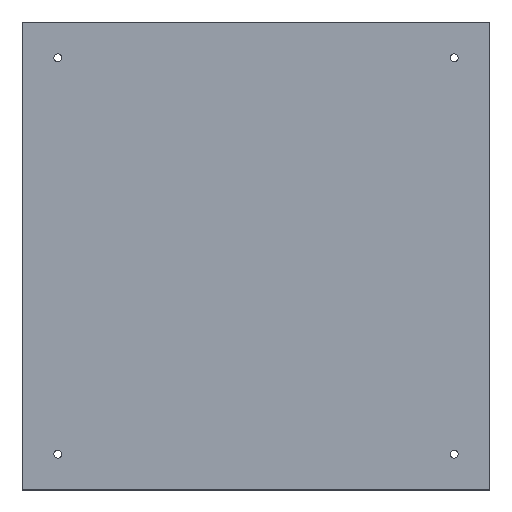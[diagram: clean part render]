
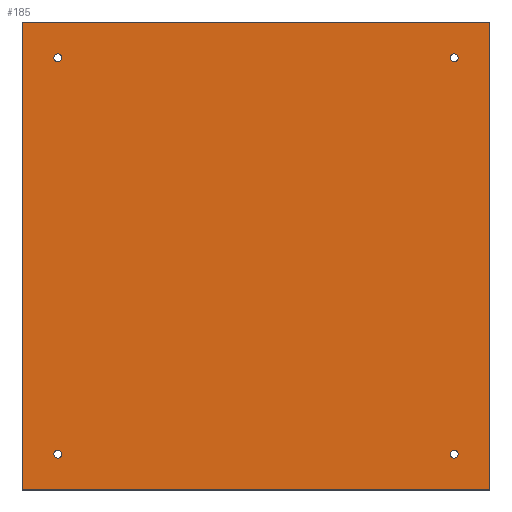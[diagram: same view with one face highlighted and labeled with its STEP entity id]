
A CAD part, top view. The second image highlights one B-rep face of the part: STEP entity #185.
In plain terms, the highlighted planar face has unit normal (0, 0, 1).
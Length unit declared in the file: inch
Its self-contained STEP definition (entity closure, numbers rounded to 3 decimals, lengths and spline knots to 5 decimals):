
#17=LINE('',#291,#29);
#20=LINE('',#297,#32);
#23=LINE('',#303,#35);
#26=LINE('',#307,#38);
#29=VECTOR('',#243,18.);
#32=VECTOR('',#248,18.);
#35=VECTOR('',#253,18.);
#38=VECTOR('',#258,18.);
#43=PLANE('',#211);
#49=FACE_BOUND('',#80,.T.);
#50=FACE_BOUND('',#81,.T.);
#51=FACE_BOUND('',#82,.T.);
#52=FACE_BOUND('',#83,.T.);
#65=FACE_OUTER_BOUND('',#79,.T.);
#79=EDGE_LOOP('',(#157,#158,#159,#160));
#80=EDGE_LOOP('',(#161));
#81=EDGE_LOOP('',(#162));
#82=EDGE_LOOP('',(#163));
#83=EDGE_LOOP('',(#164));
#89=CIRCLE('',#196,0.1475);
#91=CIRCLE('',#199,0.1475);
#93=CIRCLE('',#202,0.1475);
#95=CIRCLE('',#205,0.1475);
#97=VERTEX_POINT('',#265);
#99=VERTEX_POINT('',#270);
#101=VERTEX_POINT('',#275);
#103=VERTEX_POINT('',#280);
#107=VERTEX_POINT('',#288);
#108=VERTEX_POINT('',#290);
#110=VERTEX_POINT('',#296);
#112=VERTEX_POINT('',#302);
#113=EDGE_CURVE('',#97,#97,#89,.T.);
#115=EDGE_CURVE('',#99,#99,#91,.T.);
#117=EDGE_CURVE('',#101,#101,#93,.T.);
#119=EDGE_CURVE('',#103,#103,#95,.T.);
#123=EDGE_CURVE('',#108,#107,#17,.T.);
#126=EDGE_CURVE('',#110,#108,#20,.T.);
#129=EDGE_CURVE('',#112,#110,#23,.T.);
#132=EDGE_CURVE('',#107,#112,#26,.T.);
#157=ORIENTED_EDGE('',*,*,#132,.T.);
#158=ORIENTED_EDGE('',*,*,#129,.T.);
#159=ORIENTED_EDGE('',*,*,#126,.T.);
#160=ORIENTED_EDGE('',*,*,#123,.T.);
#161=ORIENTED_EDGE('',*,*,#113,.T.);
#162=ORIENTED_EDGE('',*,*,#115,.T.);
#163=ORIENTED_EDGE('',*,*,#117,.T.);
#164=ORIENTED_EDGE('',*,*,#119,.T.);
#185=ADVANCED_FACE('',(#65,#49,#50,#51,#52),#43,.T.);
#196=AXIS2_PLACEMENT_3D('',#266,#217,#218);
#199=AXIS2_PLACEMENT_3D('',#271,#223,#224);
#202=AXIS2_PLACEMENT_3D('',#276,#229,#230);
#205=AXIS2_PLACEMENT_3D('',#281,#235,#236);
#211=AXIS2_PLACEMENT_3D('',#308,#259,#260);
#217=DIRECTION('center_axis',(0.,0.,-1.));
#218=DIRECTION('ref_axis',(-1.,0.,0.));
#223=DIRECTION('center_axis',(0.,0.,-1.));
#224=DIRECTION('ref_axis',(-1.,0.,0.));
#229=DIRECTION('center_axis',(0.,0.,-1.));
#230=DIRECTION('ref_axis',(-1.,0.,0.));
#235=DIRECTION('center_axis',(0.,0.,-1.));
#236=DIRECTION('ref_axis',(-1.,0.,0.));
#243=DIRECTION('',(0.,-1.,0.));
#248=DIRECTION('',(-1.,0.,0.));
#253=DIRECTION('',(0.,1.,0.));
#258=DIRECTION('',(1.,0.,0.));
#259=DIRECTION('center_axis',(0.,0.,1.));
#260=DIRECTION('ref_axis',(1.,0.,0.));
#265=CARTESIAN_POINT('',(1.5225,16.625,0.105));
#266=CARTESIAN_POINT('Origin',(1.375,16.625,0.105));
#270=CARTESIAN_POINT('',(16.7725,16.625,0.105));
#271=CARTESIAN_POINT('Origin',(16.625,16.625,0.105));
#275=CARTESIAN_POINT('',(16.7725,1.375,0.105));
#276=CARTESIAN_POINT('Origin',(16.625,1.375,0.105));
#280=CARTESIAN_POINT('',(1.5225,1.375,0.105));
#281=CARTESIAN_POINT('Origin',(1.375,1.375,0.105));
#288=CARTESIAN_POINT('',(0.,0.,0.105));
#290=CARTESIAN_POINT('',(0.,18.,0.105));
#291=CARTESIAN_POINT('',(0.,18.,0.105));
#296=CARTESIAN_POINT('',(18.,18.,0.105));
#297=CARTESIAN_POINT('',(18.,18.,0.105));
#302=CARTESIAN_POINT('',(18.,0.,0.105));
#303=CARTESIAN_POINT('',(18.,0.,0.105));
#307=CARTESIAN_POINT('',(0.,0.,0.105));
#308=CARTESIAN_POINT('Origin',(9.,9.,0.105));
